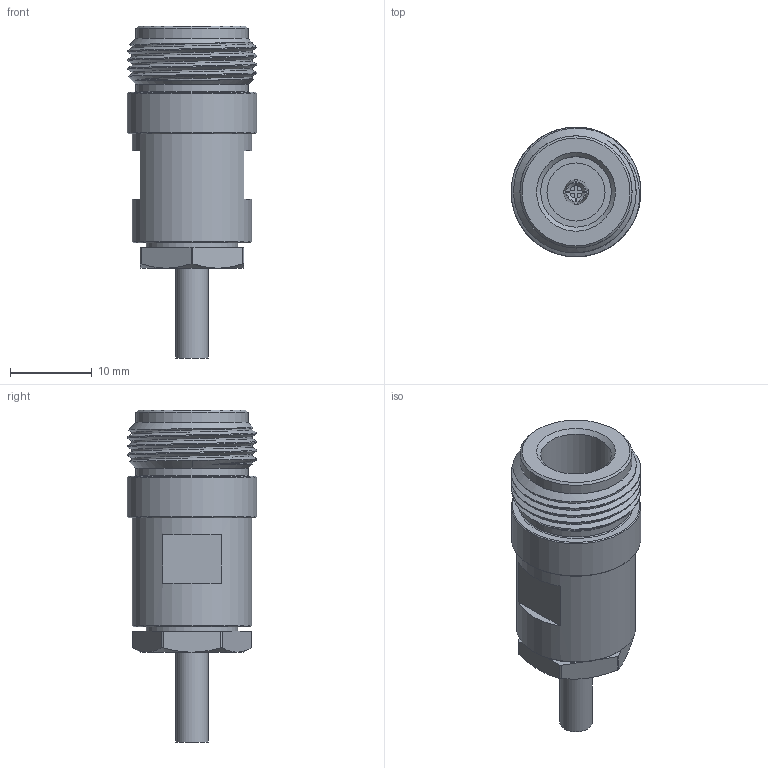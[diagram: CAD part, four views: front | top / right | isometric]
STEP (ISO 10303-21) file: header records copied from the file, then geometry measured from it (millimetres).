
FILE_DESCRIPTION (( 'STEP AP203' ), '1' );
FILE_NAME ('PE4438_3D.step', '2021-12-09T16:59:53', ( '' ), ( '' ), 'SwSTEP 2.0', 'SolidWorks 2021', '' );
FILE_SCHEMA (( 'CONFIG_CONTROL_DESIGN' ));
Length unit declared in the file: inch
Products named in the file (1): PE4438_3D
Bounding box: 15.88 x 15.88 x 40.64 mm (x, y, z)
Volume: 4776.4 mm3; surface area: 3568 mm2
Topology: 3 solids, 3 shells, 115 faces, 279 edges, 183 vertices
Faces by surface type: plane 48, cylinder 30, cone 30, bspline 7
Full cylindrical faces by diameter (mm): 1.575 x1, 2.692 x1, 2.997 x1, 3.099 x1, 3.175 x1, 3.988 x1, 7.112 x1, 8.026 x2, 8.636 x1, 10.008 x1, 11.176 x2, 12.7 x2, 13.716 x2, 14.605 x1, 15.875 x1
Entity records: 5715 total; most frequent: CARTESIAN_POINT 3299, DIRECTION 470, ORIENTED_EDGE 460, EDGE_CURVE 230, AXIS2_PLACEMENT_3D 207, VERTEX_POINT 166, EDGE_LOOP 162, FACE_OUTER_BOUND 132
